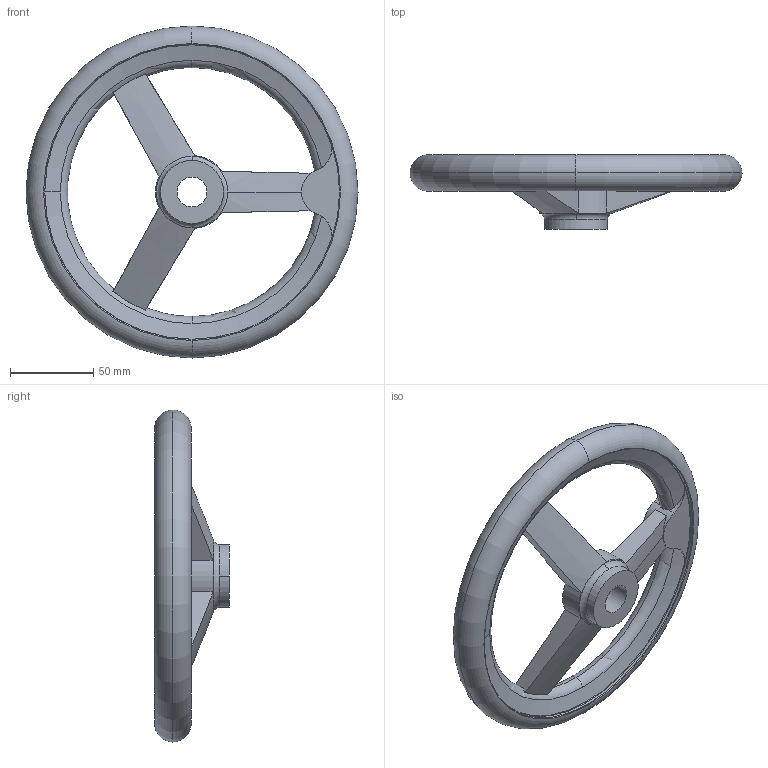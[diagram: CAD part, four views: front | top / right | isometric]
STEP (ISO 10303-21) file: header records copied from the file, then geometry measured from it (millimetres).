
FILE_DESCRIPTION( ( '' ), '1' );
FILE_NAME( 'K0160.0200X18.stp', '2012-10-24T13:42:58', ( '' ), ( '' ), ' ', ' ', ' ' );
FILE_SCHEMA( ( 'CONFIG_CONTROL_DESIGN' ) );
Length unit declared in the file: millimetre
Products named in the file (1): 1
Bounding box: 200 x 44.99 x 200 mm (x, y, z)
Volume: 276674 mm3; surface area: 58998.8 mm2
Topology: 1 solids, 1 shells, 62 faces, 189 edges, 124 vertices
Faces by surface type: torus 26, cylinder 18, plane 10, cone 8
Entity records: 2928 total; most frequent: CARTESIAN_POINT 1174, DIRECTION 380, ORIENTED_EDGE 378, EDGE_CURVE 189, AXIS2_PLACEMENT_3D 176, VERTEX_POINT 124, CIRCLE 113, EDGE_LOOP 65
